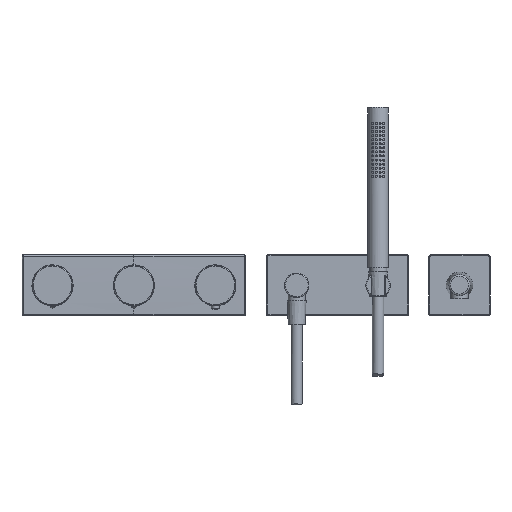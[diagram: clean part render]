
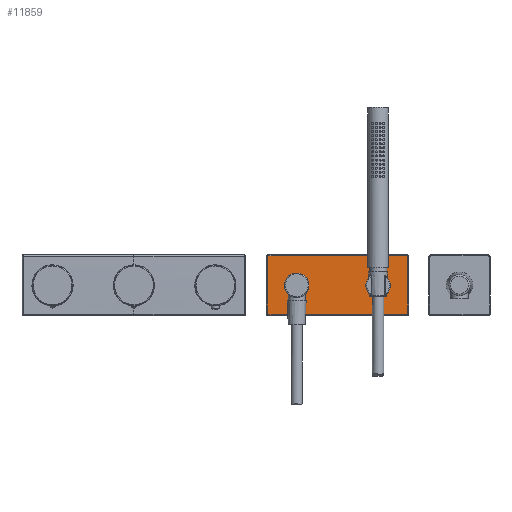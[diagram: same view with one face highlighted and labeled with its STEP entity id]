
A CAD part, top view. The second image highlights one B-rep face of the part: STEP entity #11859.
In plain terms, the highlighted planar face has unit normal (0, 0, 1).
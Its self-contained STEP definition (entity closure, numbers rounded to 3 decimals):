
#112 = VERTEX_POINT ( 'NONE', #5671 ) ;
#120 = CARTESIAN_POINT ( 'NONE',  ( 50.034, -36.308, 12. ) ) ;
#144 = B_SPLINE_CURVE_WITH_KNOTS ( 'NONE', 5,
 ( #10052, #3582, #7488, #1615, #8390, #2632 ),
 .UNSPECIFIED., .F., .F.,
 ( 6, 6 ),
 ( 0., 1. ),
 .UNSPECIFIED. ) ;
#489 = CARTESIAN_POINT ( 'NONE',  ( 186.342, 35.308, 12. ) ) ;
#493 = CARTESIAN_POINT ( 'NONE',  ( 186.342, 35.622, 12. ) ) ;
#505 = CARTESIAN_POINT ( 'NONE',  ( 186.218, 35.936, 12. ) ) ;
#520 = CARTESIAN_POINT ( 'NONE',  ( 185.97, 36.185, 12. ) ) ;
#536 = CARTESIAN_POINT ( 'NONE',  ( 185.656, 36.308, 12. ) ) ;
#597 = CARTESIAN_POINT ( 'NONE',  ( 185.342, 36.308, 12. ) ) ;
#836 = VERTEX_POINT ( 'NONE', #11617 ) ;
#958 = EDGE_CURVE ( 'NONE', #112, #4819, #9961, .T. ) ;
#1124 = EDGE_CURVE ( 'NONE', #3945, #5964, #3905, .T. ) ;
#1556 = ORIENTED_EDGE ( 'NONE', *, *, #9454, .F. ) ;
#1615 = CARTESIAN_POINT ( 'NONE',  ( 14.097, 36.185, 12. ) ) ;
#1634 = DIRECTION ( 'NONE',  ( 0., 0., 1. ) ) ;
#1780 = CARTESIAN_POINT ( 'NONE',  ( 185.342, -36.308, 12. ) ) ;
#2351 = VERTEX_POINT ( 'NONE', #11112 ) ;
#2401 = CARTESIAN_POINT ( 'NONE',  ( 14.412, -36.308, 12. ) ) ;
#2425 = EDGE_LOOP ( 'NONE', ( #5019 ) ) ;
#2632 = CARTESIAN_POINT ( 'NONE',  ( 14.726, 36.308, 12. ) ) ;
#3216 = CARTESIAN_POINT ( 'NONE',  ( 50.034, 36.308, 12. ) ) ;
#3245 = CARTESIAN_POINT ( 'NONE',  ( 13.726, 0., 12. ) ) ;
#3278 = ORIENTED_EDGE ( 'NONE', *, *, #1124, .F. ) ;
#3308 = LINE ( 'NONE', #3245, #8261 ) ;
#3320 = CARTESIAN_POINT ( 'NONE',  ( 13.726, -35.308, 12. ) ) ;
#3582 = CARTESIAN_POINT ( 'NONE',  ( 13.726, 35.622, 12. ) ) ;
#3905 = B_SPLINE_CURVE_WITH_KNOTS ( 'NONE', 5,
 ( #6387, #8902, #8070, #6304, #6254, #6211 ),
 .UNSPECIFIED., .F., .F.,
 ( 6, 6 ),
 ( 0., 1. ),
 .UNSPECIFIED. ) ;
#3945 = VERTEX_POINT ( 'NONE', #7704 ) ;
#4251 = DIRECTION ( 'NONE',  ( 0., 1., 0. ) ) ;
#4341 = AXIS2_PLACEMENT_3D ( 'NONE', #9869, #10716, #5351 ) ;
#4397 = CARTESIAN_POINT ( 'NONE',  ( 14.098, -36.185, 12. ) ) ;
#4701 = LINE ( 'NONE', #120, #4729 ) ;
#4729 = VECTOR ( 'NONE', #6070, 1000. ) ;
#4819 = VERTEX_POINT ( 'NONE', #6554 ) ;
#4936 = ORIENTED_EDGE ( 'NONE', *, *, #9029, .F. ) ;
#5019 = ORIENTED_EDGE ( 'NONE', *, *, #7542, .F. ) ;
#5053 = DIRECTION ( 'NONE',  ( 0., -1., 0. ) ) ;
#5351 = DIRECTION ( 'NONE',  ( 0., 1., 0. ) ) ;
#5353 = FACE_OUTER_BOUND ( 'NONE', #5515, .T. ) ;
#5390 = CARTESIAN_POINT ( 'NONE',  ( 13.726, -35.622, 12. ) ) ;
#5451 = AXIS2_PLACEMENT_3D ( 'NONE', #7503, #1634, #8401 ) ;
#5476 = ORIENTED_EDGE ( 'NONE', *, *, #958, .F. ) ;
#5502 = VERTEX_POINT ( 'NONE', #3320 ) ;
#5505 = FACE_BOUND ( 'NONE', #2425, .T. ) ;
#5515 = EDGE_LOOP ( 'NONE', ( #3278, #7180, #5476, #7893, #5546, #1556, #7164, #4936 ) ) ;
#5546 = ORIENTED_EDGE ( 'NONE', *, *, #9653, .F. ) ;
#5671 = CARTESIAN_POINT ( 'NONE',  ( 185.342, 36.308, 12. ) ) ;
#5947 = VECTOR ( 'NONE', #5053, 1000. ) ;
#5964 = VERTEX_POINT ( 'NONE', #1780 ) ;
#6070 = DIRECTION ( 'NONE',  ( -1., 0., 0. ) ) ;
#6211 = CARTESIAN_POINT ( 'NONE',  ( 185.342, -36.308, 12. ) ) ;
#6236 = VERTEX_POINT ( 'NONE', #11132 ) ;
#6254 = CARTESIAN_POINT ( 'NONE',  ( 185.656, -36.308, 12. ) ) ;
#6255 = LINE ( 'NONE', #10358, #5947 ) ;
#6272 = CARTESIAN_POINT ( 'NONE',  ( 13.726, 35.308, 12. ) ) ;
#6304 = CARTESIAN_POINT ( 'NONE',  ( 185.97, -36.185, 12. ) ) ;
#6345 = CARTESIAN_POINT ( 'NONE',  ( 14.726, -36.308, 12. ) ) ;
#6387 = CARTESIAN_POINT ( 'NONE',  ( 186.342, -35.308, 12. ) ) ;
#6554 = CARTESIAN_POINT ( 'NONE',  ( 186.342, 35.308, 12. ) ) ;
#7164 = ORIENTED_EDGE ( 'NONE', *, *, #9243, .F. ) ;
#7180 = ORIENTED_EDGE ( 'NONE', *, *, #11725, .F. ) ;
#7488 = CARTESIAN_POINT ( 'NONE',  ( 13.849, 35.936, 12. ) ) ;
#7503 = CARTESIAN_POINT ( 'NONE',  ( 50.034, 0., 12. ) ) ;
#7542 = EDGE_CURVE ( 'NONE', #836, #836, #8696, .T. ) ;
#7704 = CARTESIAN_POINT ( 'NONE',  ( 186.342, -35.308, 12. ) ) ;
#7893 = ORIENTED_EDGE ( 'NONE', *, *, #11004, .F. ) ;
#8004 = VECTOR ( 'NONE', #9745, 1000. ) ;
#8013 = LINE ( 'NONE', #3216, #8004 ) ;
#8070 = CARTESIAN_POINT ( 'NONE',  ( 186.218, -35.936, 12. ) ) ;
#8261 = VECTOR ( 'NONE', #4251, 1000. ) ;
#8390 = CARTESIAN_POINT ( 'NONE',  ( 14.412, 36.308, 12. ) ) ;
#8401 = DIRECTION ( 'NONE',  ( -1., 0., 0. ) ) ;
#8696 = CIRCLE ( 'NONE', #5451, 13. ) ;
#8902 = CARTESIAN_POINT ( 'NONE',  ( 186.342, -35.622, 12. ) ) ;
#9029 = EDGE_CURVE ( 'NONE', #5964, #6236, #4701, .T. ) ;
#9243 = EDGE_CURVE ( 'NONE', #6236, #5502, #9916, .T. ) ;
#9454 = EDGE_CURVE ( 'NONE', #5502, #9547, #3308, .T. ) ;
#9547 = VERTEX_POINT ( 'NONE', #6272 ) ;
#9653 = EDGE_CURVE ( 'NONE', #9547, #2351, #144, .T. ) ;
#9745 = DIRECTION ( 'NONE',  ( 1., 0., 0. ) ) ;
#9869 = CARTESIAN_POINT ( 'NONE',  ( 50.034, 0., 12. ) ) ;
#9916 = B_SPLINE_CURVE_WITH_KNOTS ( 'NONE', 5,
 ( #6345, #2401, #4397, #10749, #5390, #11623 ),
 .UNSPECIFIED., .F., .F.,
 ( 6, 6 ),
 ( 0., 1. ),
 .UNSPECIFIED. ) ;
#9961 = B_SPLINE_CURVE_WITH_KNOTS ( 'NONE', 5,
 ( #597, #536, #520, #505, #493, #489 ),
 .UNSPECIFIED., .F., .F.,
 ( 6, 6 ),
 ( 0., 1. ),
 .UNSPECIFIED. ) ;
#10052 = CARTESIAN_POINT ( 'NONE',  ( 13.726, 35.308, 12. ) ) ;
#10358 = CARTESIAN_POINT ( 'NONE',  ( 186.342, 0., 12. ) ) ;
#10716 = DIRECTION ( 'NONE',  ( 0., 0., -1. ) ) ;
#10749 = CARTESIAN_POINT ( 'NONE',  ( 13.849, -35.936, 12. ) ) ;
#11004 = EDGE_CURVE ( 'NONE', #2351, #112, #8013, .T. ) ;
#11112 = CARTESIAN_POINT ( 'NONE',  ( 14.726, 36.308, 12. ) ) ;
#11132 = CARTESIAN_POINT ( 'NONE',  ( 14.726, -36.308, 12. ) ) ;
#11514 = PLANE ( 'NONE',  #4341 ) ;
#11617 = CARTESIAN_POINT ( 'NONE',  ( 37.034, 0., 12. ) ) ;
#11623 = CARTESIAN_POINT ( 'NONE',  ( 13.726, -35.308, 12. ) ) ;
#11725 = EDGE_CURVE ( 'NONE', #4819, #3945, #6255, .T. ) ;
#11859 = ADVANCED_FACE ( 'NONE', ( #5505, #5353 ), #11514, .F. ) ;
